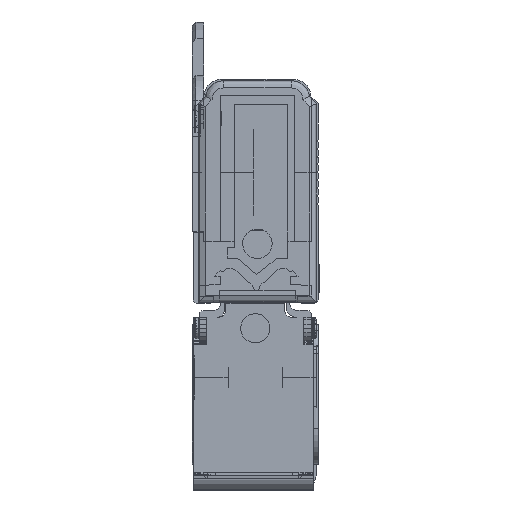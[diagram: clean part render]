
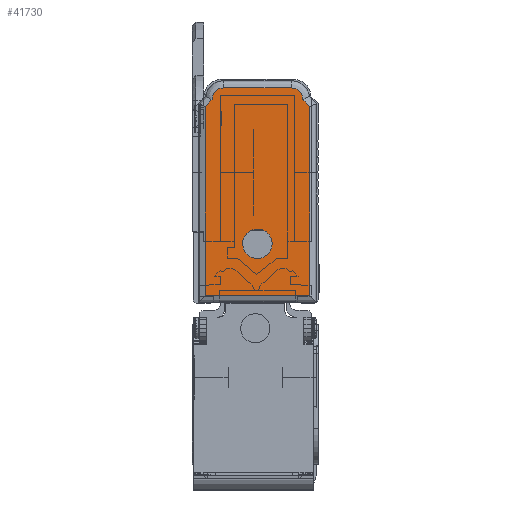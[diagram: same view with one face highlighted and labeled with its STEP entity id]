
A CAD part, front view. The second image highlights one B-rep face of the part: STEP entity #41730.
In plain terms, the highlighted planar face has unit normal (0, -1, 0).
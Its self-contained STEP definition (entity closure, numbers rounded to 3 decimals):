
#41491=AXIS2_PLACEMENT_3D('Circle Axis2P3D',#41489,#41490,$) ;
#41532=AXIS2_PLACEMENT_3D('Circle Axis2P3D',#41530,#41531,$) ;
#41700=AXIS2_PLACEMENT_3D('Plane Axis2P3D',#41697,#41698,#41699) ;
#41714=AXIS2_PLACEMENT_3D('Circle Axis2P3D',#41712,#41713,$) ;
#41723=AXIS2_PLACEMENT_3D('Circle Axis2P3D',#41721,#41722,$) ;
#40725=CARTESIAN_POINT('Vertex',(7.3,0.,18.886)) ;
#40735=CARTESIAN_POINT('Vertex',(6.33,0.,19.855)) ;
#40738=CARTESIAN_POINT('Line Origine',(6.963,0.,19.222)) ;
#40768=CARTESIAN_POINT('Vertex',(7.3,0.,-7.5)) ;
#40771=CARTESIAN_POINT('Line Origine',(7.3,0.,5.39)) ;
#40801=CARTESIAN_POINT('Vertex',(-7.3,0.,-7.5)) ;
#40804=CARTESIAN_POINT('Line Origine',(0.,0.,-7.5)) ;
#40828=CARTESIAN_POINT('Vertex',(-7.3,0.,18.886)) ;
#40831=CARTESIAN_POINT('Line Origine',(-7.3,0.,5.39)) ;
#41486=CARTESIAN_POINT('Vertex',(4.731,0.,21.5)) ;
#41489=CARTESIAN_POINT('Axis2P3D Location',(4.731,0.,19.9)) ;
#41510=CARTESIAN_POINT('Vertex',(-4.731,0.,21.5)) ;
#41513=CARTESIAN_POINT('Line Origine',(0.,0.,21.5)) ;
#41530=CARTESIAN_POINT('Axis2P3D Location',(-4.731,0.,19.9)) ;
#41534=CARTESIAN_POINT('Vertex',(-6.33,0.,19.855)) ;
#41557=CARTESIAN_POINT('Line Origine',(-6.963,0.,19.222)) ;
#41697=CARTESIAN_POINT('Axis2P3D Location',(0.,0.,0.)) ;
#41712=CARTESIAN_POINT('Axis2P3D Location',(0.,0.,-0.3)) ;
#41716=CARTESIAN_POINT('Vertex',(-1.814,0.,0.691)) ;
#41718=CARTESIAN_POINT('Vertex',(1.814,0.,-1.291)) ;
#41721=CARTESIAN_POINT('Axis2P3D Location',(0.,0.,-0.3)) ;
#40739=DIRECTION('Vector Direction',(-0.707,0.,0.707)) ;
#40772=DIRECTION('Vector Direction',(0.,0.,1.)) ;
#40805=DIRECTION('Vector Direction',(1.,0.,0.)) ;
#40832=DIRECTION('Vector Direction',(0.,0.,-1.)) ;
#41490=DIRECTION('Axis2P3D Direction',(0.,1.,-0.)) ;
#41514=DIRECTION('Vector Direction',(-1.,0.,0.)) ;
#41531=DIRECTION('Axis2P3D Direction',(-0.,1.,0.)) ;
#41558=DIRECTION('Vector Direction',(0.707,0.,0.707)) ;
#41698=DIRECTION('Axis2P3D Direction',(0.,1.,0.)) ;
#41699=DIRECTION('Axis2P3D XDirection',(0.,0.,1.)) ;
#41713=DIRECTION('Axis2P3D Direction',(0.,1.,0.)) ;
#41722=DIRECTION('Axis2P3D Direction',(0.,1.,0.)) ;
#40740=VECTOR('Line Direction',#40739,1.) ;
#40773=VECTOR('Line Direction',#40772,1.) ;
#40806=VECTOR('Line Direction',#40805,1.) ;
#40833=VECTOR('Line Direction',#40832,1.) ;
#41515=VECTOR('Line Direction',#41514,1.) ;
#41559=VECTOR('Line Direction',#41558,1.) ;
#41703=ORIENTED_EDGE('',*,*,#40742,.F.) ;
#41704=ORIENTED_EDGE('',*,*,#41493,.F.) ;
#41705=ORIENTED_EDGE('',*,*,#41517,.F.) ;
#41706=ORIENTED_EDGE('',*,*,#41536,.F.) ;
#41707=ORIENTED_EDGE('',*,*,#41561,.F.) ;
#41708=ORIENTED_EDGE('',*,*,#40835,.F.) ;
#41709=ORIENTED_EDGE('',*,*,#40808,.F.) ;
#41710=ORIENTED_EDGE('',*,*,#40775,.F.) ;
#41727=ORIENTED_EDGE('',*,*,#41720,.T.) ;
#41728=ORIENTED_EDGE('',*,*,#41725,.T.) ;
#41729=FACE_BOUND('',#41726,.T.) ;
#41730=ADVANCED_FACE('\X2\FF8EFF9EFF83FF9EFF68FF70\X0\.2',(#41711,#41729),#41701,.F.) ;
#41492=CIRCLE('generated circle',#41491,1.6) ;
#41533=CIRCLE('generated circle',#41532,1.6) ;
#41715=CIRCLE('generated circle',#41714,2.067) ;
#41724=CIRCLE('generated circle',#41723,2.067) ;
#40742=EDGE_CURVE('',#40736,#40726,#40741,.F.) ;
#40775=EDGE_CURVE('',#40726,#40769,#40774,.F.) ;
#40808=EDGE_CURVE('',#40769,#40802,#40807,.F.) ;
#40835=EDGE_CURVE('',#40802,#40829,#40834,.F.) ;
#41493=EDGE_CURVE('',#41487,#40736,#41492,.T.) ;
#41517=EDGE_CURVE('',#41511,#41487,#41516,.F.) ;
#41536=EDGE_CURVE('',#41535,#41511,#41533,.T.) ;
#41561=EDGE_CURVE('',#40829,#41535,#41560,.T.) ;
#41720=EDGE_CURVE('',#41717,#41719,#41715,.T.) ;
#41725=EDGE_CURVE('',#41719,#41717,#41724,.T.) ;
#41702=EDGE_LOOP('',(#41703,#41704,#41705,#41706,#41707,#41708,#41709,#41710)) ;
#41726=EDGE_LOOP('',(#41727,#41728)) ;
#41711=FACE_OUTER_BOUND('',#41702,.T.) ;
#40741=LINE('Line',#40738,#40740) ;
#40774=LINE('Line',#40771,#40773) ;
#40807=LINE('Line',#40804,#40806) ;
#40834=LINE('Line',#40831,#40833) ;
#41516=LINE('Line',#41513,#41515) ;
#41560=LINE('Line',#41557,#41559) ;
#41701=PLANE('Plane',#41700) ;
#40726=VERTEX_POINT('',#40725) ;
#40736=VERTEX_POINT('',#40735) ;
#40769=VERTEX_POINT('',#40768) ;
#40802=VERTEX_POINT('',#40801) ;
#40829=VERTEX_POINT('',#40828) ;
#41487=VERTEX_POINT('',#41486) ;
#41511=VERTEX_POINT('',#41510) ;
#41535=VERTEX_POINT('',#41534) ;
#41717=VERTEX_POINT('',#41716) ;
#41719=VERTEX_POINT('',#41718) ;
